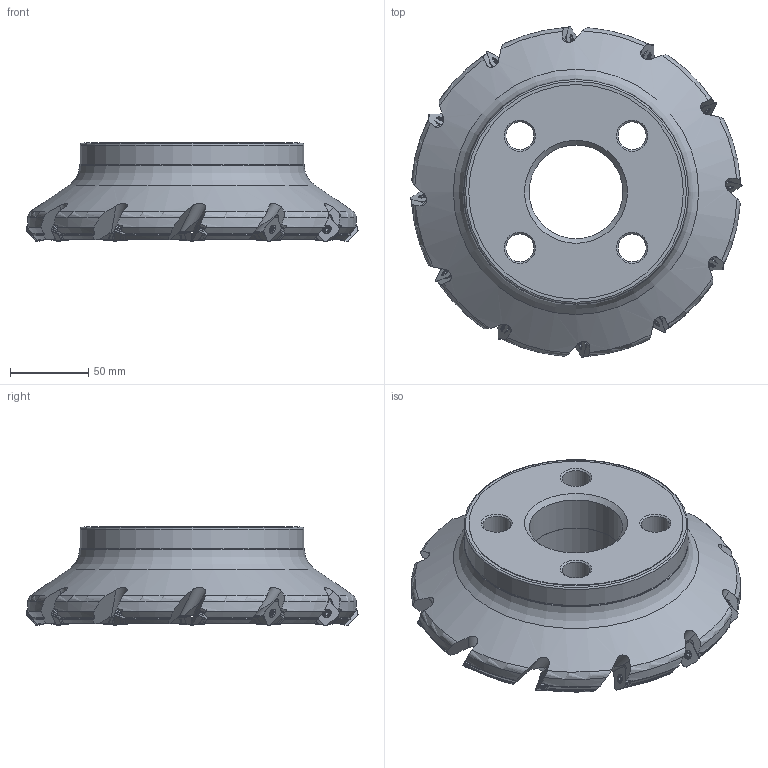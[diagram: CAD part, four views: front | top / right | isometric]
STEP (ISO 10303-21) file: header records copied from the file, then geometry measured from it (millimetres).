
FILE_DESCRIPTION(/* description */ (''),/* implementation_level */ '2;1');
FILE_NAME(/* name */ 'toolassembly_1.stp',/* time_stamp */ '2019-05-02T16:40:01+02:00',/* author */ (''),/* organization */ ('SMS'),/* preprocessor_version */ 'ST-DEVELOPER v15',/* originating_system */ 'SIEMENS PLM Software NX 8.5',/* authorisation */ '');
FILE_SCHEMA (('AUTOMOTIVE_DESIGN { 1 0 10303 214 3 1 1 1 }'));
Products named in the file (4): CUT_20190502163920; NOCUT_20190502163816; ASSEMBLY_CONSTRUCTION; TOOLASSEMBLY_1
Assembly tree (14 placements, depth 2):
  TOOLASSEMBLY_1
    ASSEMBLY_CONSTRUCTION
    NOCUT_20190502163816
    CUT_20190502163920  x12
Bounding box: 212.72 x 212.72 x 63.01 mm (x, y, z)
Volume: 1029005.3 mm3; surface area: 116768.4 mm2
Topology: 13 solids, 13 shells, 1732 faces, 5255 edges, 3630 vertices
Faces by surface type: plane 656, extrusion 444, cylinder 205, cone 204, torus 175, sphere 48
Full cylindrical faces by diameter (mm): 3.5 x12, 4.1 x12, 5.25 x12, 18 x4, 27 x4, 60.015 x1, 60.3 x1, 137.5 x1, 143.5 x1, 144 x1
Entity records: 52565 total; most frequent: CARTESIAN_POINT 20853, ORIENTED_EDGE 6872, DIRECTION 6085, EDGE_CURVE 3436, AXIS2_PLACEMENT_3D 2432, VERTEX_POINT 2312, EDGE_LOOP 1434, ADVANCED_FACE 1281
